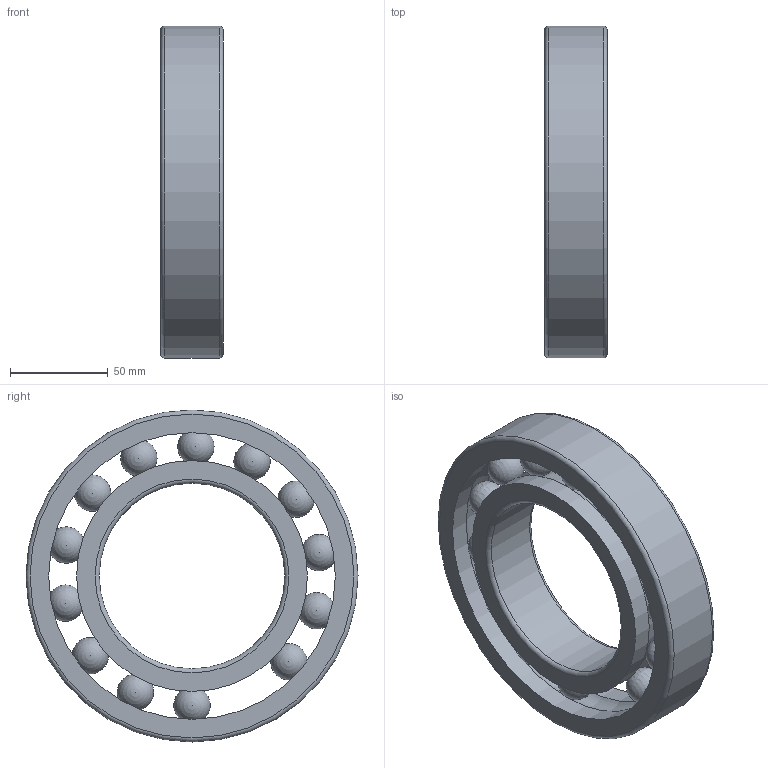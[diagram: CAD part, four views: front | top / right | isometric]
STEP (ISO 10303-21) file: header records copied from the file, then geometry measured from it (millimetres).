
FILE_DESCRIPTION( ( 'STEP AP203' ), '1' );
FILE_NAME( '6219.stp', '2019-08-16T04:43:31', ( '' ), ( '' ), ' ', 'PARTsolutions', ' ' );
FILE_SCHEMA( ( 'CONFIG_CONTROL_DESIGN' ) );
Length unit declared in the file: millimetre
Products named in the file (4): 6219; _6219 Outer ring; _6219 Inner ring; _6219 Ball
Assembly tree (15 placements, depth 2):
  6219
    _6219 Outer ring
    _6219 Inner ring
    _6219 Ball  x13
Bounding box: 32 x 170 x 170 mm (x, y, z)
Volume: 336953.3 mm3; surface area: 86336.4 mm2
Topology: 15 solids, 15 shells, 29 faces, 67 edges, 42 vertices
Faces by surface type: sphere 13, cylinder 6, torus 6, plane 4
Full cylindrical faces by diameter (mm): 95 x1, 118.2 x2, 146.8 x2, 170 x1
Entity records: 587 total; most frequent: DIRECTION 98, CARTESIAN_POINT 68, AXIS2_PLACEMENT_3D 49, EDGE_LOOP 32, ORIENTED_EDGE 32, FACE_OUTER_BOUND 28, PRODUCT_DEFINITION_SHAPE 19, VERTEX_POINT 19
